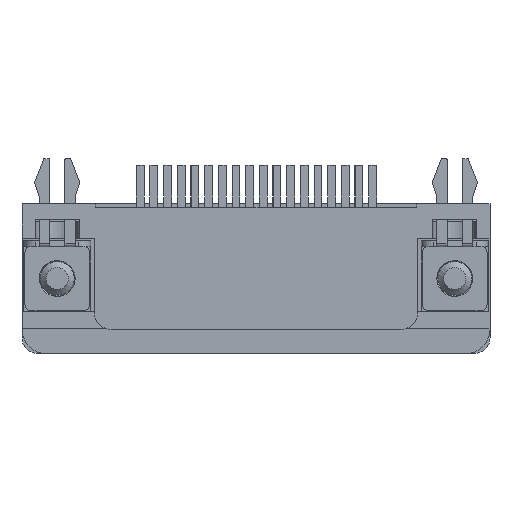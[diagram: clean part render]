
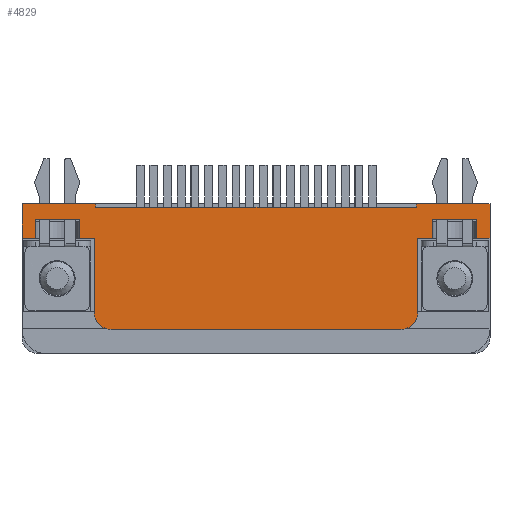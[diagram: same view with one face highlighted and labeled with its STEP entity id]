
A CAD part, front view. The second image highlights one B-rep face of the part: STEP entity #4829.
In plain terms, the highlighted planar face has unit normal (0, -1, 0).
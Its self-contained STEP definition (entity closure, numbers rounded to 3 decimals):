
#4361=PLANE('',#16413);
#4829=ADVANCED_FACE('',(#5564),#4361,.F.);
#5564=FACE_OUTER_BOUND('',#6225,.T.);
#6225=EDGE_LOOP('',(#9523,#9524,#9525,#9526,#9527,#9528,#9529,#9530,#9531,
#9532,#9533,#9534,#9535,#9536,#9537,#9538,#9539,#9540,#9541,#9542,#9543,
#9544));
#6982=LINE('',#23405,#8114);
#7190=LINE('',#23820,#8322);
#7191=LINE('',#23822,#8323);
#7192=LINE('',#23824,#8324);
#7193=LINE('',#23826,#8325);
#7194=LINE('',#23828,#8326);
#7195=LINE('',#23830,#8327);
#7196=LINE('',#23832,#8328);
#7197=LINE('',#23834,#8329);
#7198=LINE('',#23836,#8330);
#7199=LINE('',#23840,#8331);
#7200=LINE('',#23844,#8332);
#7201=LINE('',#23846,#8333);
#7202=LINE('',#23848,#8334);
#7203=LINE('',#23850,#8335);
#7204=LINE('',#23852,#8336);
#7205=LINE('',#23854,#8337);
#7206=LINE('',#23856,#8338);
#7207=LINE('',#23858,#8339);
#7208=LINE('',#23860,#8340);
#8114=VECTOR('',#17580,1.);
#8322=VECTOR('',#17790,1.);
#8323=VECTOR('',#17791,1.);
#8324=VECTOR('',#17792,1.);
#8325=VECTOR('',#17793,1.);
#8326=VECTOR('',#17794,1.);
#8327=VECTOR('',#17795,1.);
#8328=VECTOR('',#17796,1.);
#8329=VECTOR('',#17797,1.);
#8330=VECTOR('',#17798,1.);
#8331=VECTOR('',#17801,1.);
#8332=VECTOR('',#17804,1.);
#8333=VECTOR('',#17805,1.);
#8334=VECTOR('',#17806,1.);
#8335=VECTOR('',#17807,1.);
#8336=VECTOR('',#17808,1.);
#8337=VECTOR('',#17809,1.);
#8338=VECTOR('',#17810,1.);
#8339=VECTOR('',#17811,1.);
#8340=VECTOR('',#17812,1.);
#9523=ORIENTED_EDGE('',*,*,#13868,.T.);
#9524=ORIENTED_EDGE('',*,*,#13869,.T.);
#9525=ORIENTED_EDGE('',*,*,#13870,.T.);
#9526=ORIENTED_EDGE('',*,*,#13871,.T.);
#9527=ORIENTED_EDGE('',*,*,#13872,.T.);
#9528=ORIENTED_EDGE('',*,*,#13873,.T.);
#9529=ORIENTED_EDGE('',*,*,#13874,.T.);
#9530=ORIENTED_EDGE('',*,*,#13875,.T.);
#9531=ORIENTED_EDGE('',*,*,#13876,.F.);
#9532=ORIENTED_EDGE('',*,*,#13877,.F.);
#9533=ORIENTED_EDGE('',*,*,#13878,.F.);
#9534=ORIENTED_EDGE('',*,*,#13879,.F.);
#9535=ORIENTED_EDGE('',*,*,#13880,.F.);
#9536=ORIENTED_EDGE('',*,*,#13881,.F.);
#9537=ORIENTED_EDGE('',*,*,#13882,.T.);
#9538=ORIENTED_EDGE('',*,*,#13883,.T.);
#9539=ORIENTED_EDGE('',*,*,#13884,.T.);
#9540=ORIENTED_EDGE('',*,*,#13885,.F.);
#9541=ORIENTED_EDGE('',*,*,#13886,.T.);
#9542=ORIENTED_EDGE('',*,*,#13887,.T.);
#9543=ORIENTED_EDGE('',*,*,#13888,.T.);
#9544=ORIENTED_EDGE('',*,*,#13660,.T.);
#12537=VERTEX_POINT('',#23399);
#12540=VERTEX_POINT('',#23404);
#12747=VERTEX_POINT('',#23821);
#12748=VERTEX_POINT('',#23823);
#12749=VERTEX_POINT('',#23825);
#12750=VERTEX_POINT('',#23827);
#12751=VERTEX_POINT('',#23829);
#12752=VERTEX_POINT('',#23831);
#12753=VERTEX_POINT('',#23833);
#12754=VERTEX_POINT('',#23835);
#12755=VERTEX_POINT('',#23837);
#12756=VERTEX_POINT('',#23839);
#12757=VERTEX_POINT('',#23841);
#12758=VERTEX_POINT('',#23843);
#12759=VERTEX_POINT('',#23845);
#12760=VERTEX_POINT('',#23847);
#12761=VERTEX_POINT('',#23849);
#12762=VERTEX_POINT('',#23851);
#12763=VERTEX_POINT('',#23853);
#12764=VERTEX_POINT('',#23855);
#12765=VERTEX_POINT('',#23857);
#12766=VERTEX_POINT('',#23859);
#13660=EDGE_CURVE('',#12537,#12540,#6982,.T.);
#13868=EDGE_CURVE('',#12540,#12747,#7190,.T.);
#13869=EDGE_CURVE('',#12747,#12748,#7191,.T.);
#13870=EDGE_CURVE('',#12748,#12749,#7192,.T.);
#13871=EDGE_CURVE('',#12749,#12750,#7193,.T.);
#13872=EDGE_CURVE('',#12750,#12751,#7194,.T.);
#13873=EDGE_CURVE('',#12751,#12752,#7195,.T.);
#13874=EDGE_CURVE('',#12752,#12753,#7196,.T.);
#13875=EDGE_CURVE('',#12753,#12754,#7197,.T.);
#13876=EDGE_CURVE('',#12755,#12754,#7198,.T.);
#13877=EDGE_CURVE('',#12756,#12755,#15253,.T.);
#13878=EDGE_CURVE('',#12757,#12756,#7199,.T.);
#13879=EDGE_CURVE('',#12758,#12757,#15254,.T.);
#13880=EDGE_CURVE('',#12759,#12758,#7200,.T.);
#13881=EDGE_CURVE('',#12760,#12759,#7201,.T.);
#13882=EDGE_CURVE('',#12760,#12761,#7202,.T.);
#13883=EDGE_CURVE('',#12761,#12762,#7203,.T.);
#13884=EDGE_CURVE('',#12762,#12763,#7204,.T.);
#13885=EDGE_CURVE('',#12764,#12763,#7205,.T.);
#13886=EDGE_CURVE('',#12764,#12765,#7206,.T.);
#13887=EDGE_CURVE('',#12765,#12766,#7207,.T.);
#13888=EDGE_CURVE('',#12766,#12537,#7208,.T.);
#15253=CIRCLE('',#16411,1.44);
#15254=CIRCLE('',#16412,1.44);
#16411=AXIS2_PLACEMENT_3D('',#23838,#17799,#17800);
#16412=AXIS2_PLACEMENT_3D('',#23842,#17802,#17803);
#16413=AXIS2_PLACEMENT_3D('',#23861,#17813,#17814);
#17580=DIRECTION('',(-1.,0.,0.));
#17790=DIRECTION('',(0.,0.,1.));
#17791=DIRECTION('',(-1.,0.,0.));
#17792=DIRECTION('',(0.,0.,-1.));
#17793=DIRECTION('',(1.,0.,0.));
#17794=DIRECTION('',(0.,0.,1.));
#17795=DIRECTION('',(1.,0.,0.));
#17796=DIRECTION('',(0.,0.,-1.));
#17797=DIRECTION('',(1.,0.,0.));
#17798=DIRECTION('',(0.,0.,1.));
#17799=DIRECTION('',(0.,1.,0.));
#17800=DIRECTION('',(0.,0.,-1.));
#17801=DIRECTION('',(-1.,0.,0.));
#17802=DIRECTION('',(0.,1.,0.));
#17803=DIRECTION('',(1.,0.,0.));
#17804=DIRECTION('',(0.,0.,-1.));
#17805=DIRECTION('',(-1.,0.,0.));
#17806=DIRECTION('',(0.,0.,1.));
#17807=DIRECTION('',(1.,0.,0.));
#17808=DIRECTION('',(0.,0.,-1.));
#17809=DIRECTION('',(-1.,0.,0.));
#17810=DIRECTION('',(0.,0.,1.));
#17811=DIRECTION('',(-1.,0.,0.));
#17812=DIRECTION('',(0.,0.,-1.));
#17813=DIRECTION('',(0.,1.,0.));
#17814=DIRECTION('',(-1.,0.,0.));
#23399=CARTESIAN_POINT('',(13.44,-7.925,5.975));
#23404=CARTESIAN_POINT('',(-13.44,-7.925,5.975));
#23405=CARTESIAN_POINT('',(13.44,-7.925,5.975));
#23820=CARTESIAN_POINT('',(-13.44,-7.925,5.975));
#23821=CARTESIAN_POINT('',(-13.44,-7.925,6.275));
#23822=CARTESIAN_POINT('',(-13.44,-7.925,6.275));
#23823=CARTESIAN_POINT('',(-19.6,-7.925,6.275));
#23824=CARTESIAN_POINT('',(-19.6,-7.925,6.275));
#23825=CARTESIAN_POINT('',(-19.6,-7.925,3.375));
#23826=CARTESIAN_POINT('',(-19.6,-7.925,3.375));
#23827=CARTESIAN_POINT('',(-18.5,-7.925,3.375));
#23828=CARTESIAN_POINT('',(-18.5,-7.925,3.375));
#23829=CARTESIAN_POINT('',(-18.5,-7.925,4.975));
#23830=CARTESIAN_POINT('',(-18.5,-7.925,4.975));
#23831=CARTESIAN_POINT('',(-14.8,-7.925,4.975));
#23832=CARTESIAN_POINT('',(-14.8,-7.925,4.975));
#23833=CARTESIAN_POINT('',(-14.8,-7.925,3.375));
#23834=CARTESIAN_POINT('',(-14.8,-7.925,3.375));
#23835=CARTESIAN_POINT('',(-13.55,-7.925,3.375));
#23836=CARTESIAN_POINT('',(-13.55,-7.925,-2.835));
#23837=CARTESIAN_POINT('',(-13.55,-7.925,-2.835));
#23838=CARTESIAN_POINT('',(-12.11,-7.925,-2.835));
#23839=CARTESIAN_POINT('',(-12.11,-7.925,-4.275));
#23840=CARTESIAN_POINT('',(12.11,-7.925,-4.275));
#23841=CARTESIAN_POINT('',(12.11,-7.925,-4.275));
#23842=CARTESIAN_POINT('',(12.11,-7.925,-2.835));
#23843=CARTESIAN_POINT('',(13.55,-7.925,-2.835));
#23844=CARTESIAN_POINT('',(13.55,-7.925,3.375));
#23845=CARTESIAN_POINT('',(13.55,-7.925,3.375));
#23846=CARTESIAN_POINT('',(14.8,-7.925,3.375));
#23847=CARTESIAN_POINT('',(14.8,-7.925,3.375));
#23848=CARTESIAN_POINT('',(14.8,-7.925,3.375));
#23849=CARTESIAN_POINT('',(14.8,-7.925,4.975));
#23850=CARTESIAN_POINT('',(14.8,-7.925,4.975));
#23851=CARTESIAN_POINT('',(18.5,-7.925,4.975));
#23852=CARTESIAN_POINT('',(18.5,-7.925,4.975));
#23853=CARTESIAN_POINT('',(18.5,-7.925,3.375));
#23854=CARTESIAN_POINT('',(19.6,-7.925,3.375));
#23855=CARTESIAN_POINT('',(19.6,-7.925,3.375));
#23856=CARTESIAN_POINT('',(19.6,-7.925,3.375));
#23857=CARTESIAN_POINT('',(19.6,-7.925,6.275));
#23858=CARTESIAN_POINT('',(19.6,-7.925,6.275));
#23859=CARTESIAN_POINT('',(13.44,-7.925,6.275));
#23860=CARTESIAN_POINT('',(13.44,-7.925,6.275));
#23861=CARTESIAN_POINT('',(0.,-7.925,1.));
